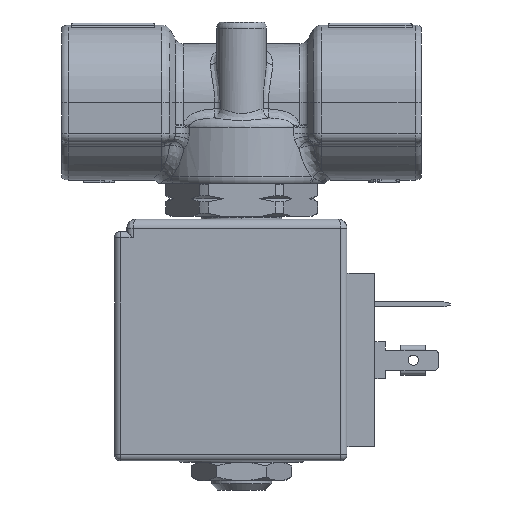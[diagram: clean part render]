
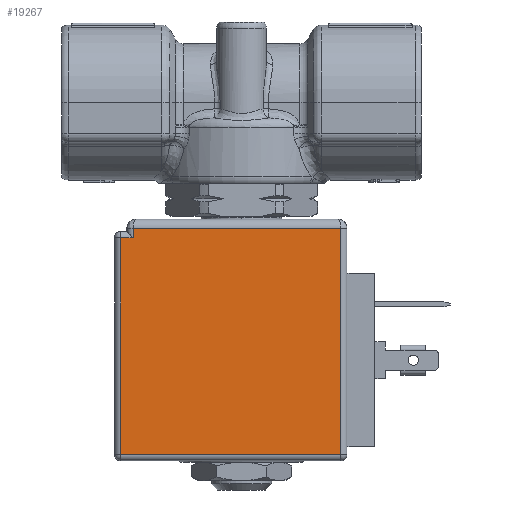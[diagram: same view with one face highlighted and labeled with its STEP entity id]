
A CAD part, front view. The second image highlights one B-rep face of the part: STEP entity #19267.
In plain terms, the highlighted face is planar.
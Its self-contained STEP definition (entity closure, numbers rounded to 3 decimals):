
#16681=DIRECTION('',(1.,0.,0.));
#16682=VECTOR('',#16681,33.5);
#16683=CARTESIAN_POINT('',(-16.,-3.5,
15.));
#16684=LINE('',#16683,#16682);
#16688=DIRECTION('',(0.,1.,0.));
#16689=VECTOR('',#16688,36.5);
#16690=CARTESIAN_POINT('',(-16.,-3.5,
15.));
#16691=LINE('',#16690,#16689);
#16695=DIRECTION('',(-1.,0.,0.));
#16696=VECTOR('',#16695,35.5);
#16697=CARTESIAN_POINT('',(19.5,33.,15.));
#16698=LINE('',#16697,#16696);
#16702=DIRECTION('',(0.,1.,0.));
#16703=VECTOR('',#16702,35.);
#16704=CARTESIAN_POINT('',(19.5,-2.,15.));
#16705=LINE('',#16704,#16703);
#16709=DIRECTION('',(1.,0.,0.));
#16710=VECTOR('',#16709,2.);
#16711=CARTESIAN_POINT('',(17.5,-2.,15.));
#16712=LINE('',#16711,#16710);
#16716=DIRECTION('',(0.,1.,0.));
#16717=VECTOR('',#16716,1.5);
#16718=CARTESIAN_POINT('',(17.5,-3.5,
15.));
#16719=LINE('',#16718,#16717);
#16797=CARTESIAN_POINT('',(17.5,-2.,15.));
#18556=CARTESIAN_POINT('',(-16.,-3.5,
15.));
#18557=CARTESIAN_POINT('',(17.5,-3.5,
15.));
#18558=VERTEX_POINT('',#18556);
#18559=VERTEX_POINT('',#18557);
#18574=CARTESIAN_POINT('',(-16.,33.,15.));
#18575=VERTEX_POINT('',#18574);
#18584=CARTESIAN_POINT('',(19.5,33.,15.));
#18585=VERTEX_POINT('',#18584);
#18598=CARTESIAN_POINT('',(19.5,-2.,15.));
#18599=VERTEX_POINT('',#18598);
#18601=VERTEX_POINT('',#16797);
#19249=CARTESIAN_POINT('',(0.,34.,15.));
#19250=DIRECTION('',(0.,0.,1.));
#19251=DIRECTION('',(1.,0.,0.));
#19252=AXIS2_PLACEMENT_3D('',#19249,#19250,#19251);
#19253=PLANE('',#19252);
#19255=ORIENTED_EDGE('',*,*,#19254,.F.);
#19256=ORIENTED_EDGE('',*,*,#19237,.T.);
#19258=ORIENTED_EDGE('',*,*,#19257,.F.);
#19260=ORIENTED_EDGE('',*,*,#19259,.F.);
#19262=ORIENTED_EDGE('',*,*,#19261,.F.);
#19264=ORIENTED_EDGE('',*,*,#19263,.F.);
#19265=EDGE_LOOP('',(#19255,#19256,#19258,#19260,#19262,#19264));
#19266=FACE_OUTER_BOUND('',#19265,.F.);
#19267=ADVANCED_FACE('',(#19266),#19253,.T.);
#19237=EDGE_CURVE('',#18558,#18575,#16691,.T.);
#19254=EDGE_CURVE('',#18558,#18559,#16684,.T.);
#19257=EDGE_CURVE('',#18585,#18575,#16698,.T.);
#19259=EDGE_CURVE('',#18599,#18585,#16705,.T.);
#19261=EDGE_CURVE('',#18601,#18599,#16712,.T.);
#19263=EDGE_CURVE('',#18559,#18601,#16719,.T.);
